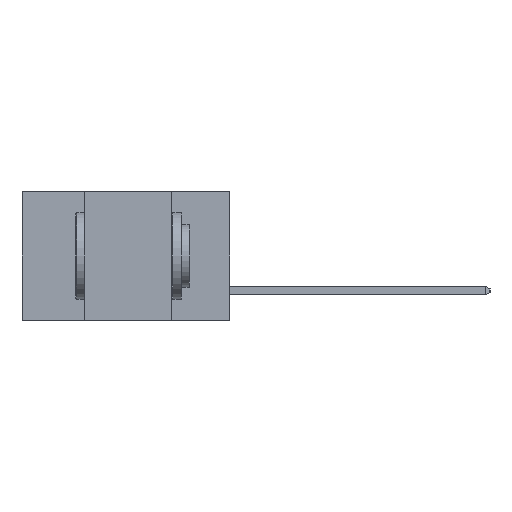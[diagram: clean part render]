
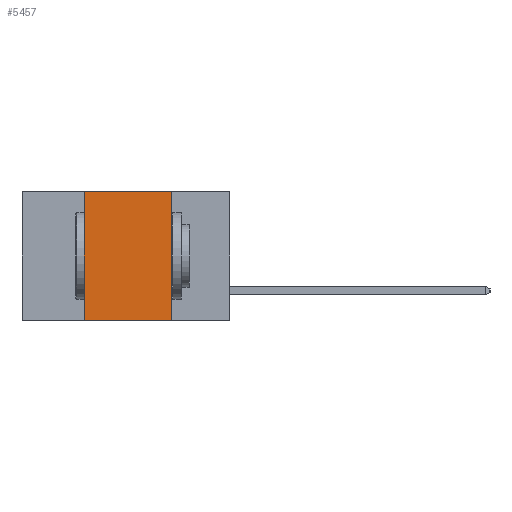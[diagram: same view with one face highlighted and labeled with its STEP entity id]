
A CAD part, left-side view. The second image highlights one B-rep face of the part: STEP entity #5457.
In plain terms, the highlighted planar face has unit normal (-1, 0, 0).
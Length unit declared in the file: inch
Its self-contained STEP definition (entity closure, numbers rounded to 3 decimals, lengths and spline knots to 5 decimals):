
#174 = LINE ( 'NONE', #10997, #11669 ) ;
#847 = CARTESIAN_POINT ( 'NONE',  ( 0., 0.42, 0. ) ) ;
#1434 = PLANE ( 'NONE',  #9015 ) ;
#1683 = DIRECTION ( 'NONE',  ( 0., -1., 0. ) ) ;
#2136 = CARTESIAN_POINT ( 'NONE',  ( 0., 0.42, -0.37 ) ) ;
#2191 = DIRECTION ( 'NONE',  ( 0., 0., 1. ) ) ;
#3236 = CARTESIAN_POINT ( 'NONE',  ( 0., 0.17, -0.37 ) ) ;
#3371 = VECTOR ( 'NONE', #2191, 39.37008 ) ;
#3777 = FACE_OUTER_BOUND ( 'NONE', #7780, .T. ) ;
#3978 = ORIENTED_EDGE ( 'NONE', *, *, #9017, .F. ) ;
#4298 = DIRECTION ( 'NONE',  ( 0., -1., 0. ) ) ;
#4549 = CARTESIAN_POINT ( 'NONE',  ( 0., 0.6, 0. ) ) ;
#4554 = EDGE_CURVE ( 'NONE', #7315, #8635, #8707, .T. ) ;
#4654 = EDGE_CURVE ( 'NONE', #7278, #10631, #174, .T. ) ;
#5183 = LINE ( 'NONE', #3236, #13726 ) ;
#5283 = ORIENTED_EDGE ( 'NONE', *, *, #4654, .T. ) ;
#5401 = CARTESIAN_POINT ( 'NONE',  ( 0., 0.17, -0.37 ) ) ;
#5457 = ADVANCED_FACE ( 'NONE', ( #3777 ), #1434, .F. ) ;
#5551 = VECTOR ( 'NONE', #1683, 39.37008 ) ;
#6203 = CARTESIAN_POINT ( 'NONE',  ( 0., 0.6, 0. ) ) ;
#7278 = VERTEX_POINT ( 'NONE', #12012 ) ;
#7315 = VERTEX_POINT ( 'NONE', #847 ) ;
#7780 = EDGE_LOOP ( 'NONE', ( #3978, #11665, #8445, #5283 ) ) ;
#7932 = DIRECTION ( 'NONE',  ( 0., 0., -1. ) ) ;
#8445 = ORIENTED_EDGE ( 'NONE', *, *, #11082, .F. ) ;
#8635 = VERTEX_POINT ( 'NONE', #9190 ) ;
#8707 = LINE ( 'NONE', #6203, #5551 ) ;
#9015 = AXIS2_PLACEMENT_3D ( 'NONE', #4549, #9208, #7932 ) ;
#9017 = EDGE_CURVE ( 'NONE', #8635, #10631, #5183, .T. ) ;
#9190 = CARTESIAN_POINT ( 'NONE',  ( 0., 0.17, 0. ) ) ;
#9208 = DIRECTION ( 'NONE',  ( 1., 0., 0. ) ) ;
#10631 = VERTEX_POINT ( 'NONE', #5401 ) ;
#10997 = CARTESIAN_POINT ( 'NONE',  ( 0., 0.6, -0.37 ) ) ;
#11082 = EDGE_CURVE ( 'NONE', #7278, #7315, #11192, .T. ) ;
#11192 = LINE ( 'NONE', #2136, #3371 ) ;
#11665 = ORIENTED_EDGE ( 'NONE', *, *, #4554, .F. ) ;
#11669 = VECTOR ( 'NONE', #4298, 39.37008 ) ;
#12012 = CARTESIAN_POINT ( 'NONE',  ( 0., 0.42, -0.37 ) ) ;
#13726 = VECTOR ( 'NONE', #14304, 39.37008 ) ;
#14304 = DIRECTION ( 'NONE',  ( 0., 0., -1. ) ) ;
